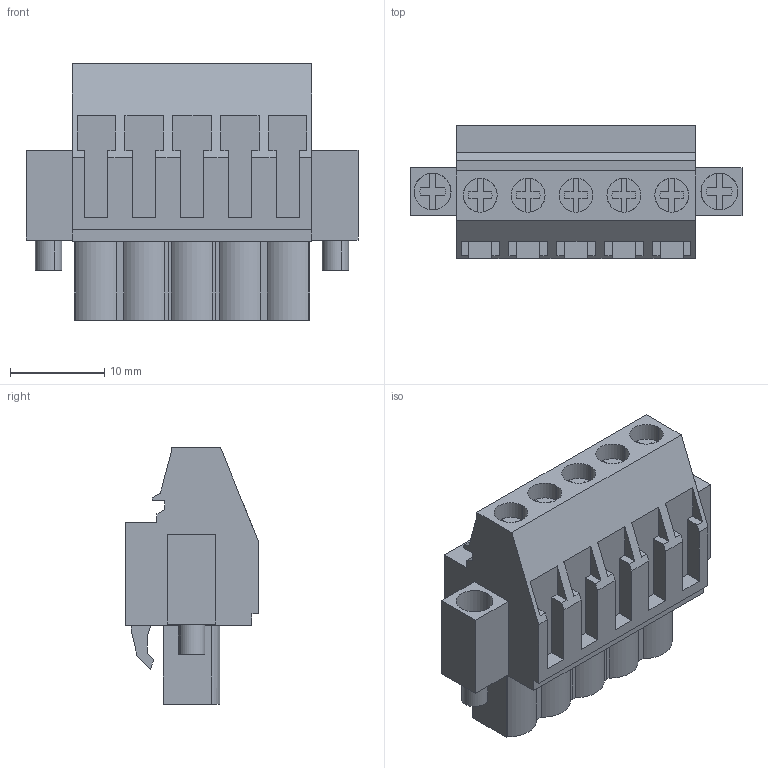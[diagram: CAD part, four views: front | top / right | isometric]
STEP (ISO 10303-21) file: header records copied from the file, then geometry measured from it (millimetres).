
FILE_DESCRIPTION(('CATIA V5 STEP','CAx-IF Rec.Pracs.--- Model Styling and Organization---1.2---2011-12-15'),'2;1');
FILE_NAME ('7246781_2_1950070000_1950070000.stp','2017-09-08T12:24:00+00:00',('none'),('Weidmueller'),'CATIA Version 5-6 Release 2014','CATIA V5 STEP AP214','none');
FILE_SCHEMA(('AUTOMOTIVE_DESIGN { 1 0 10303 214 1 1 1 1 }'));
Length unit declared in the file: millimetre
Products named in the file (1): 1950070000
Bounding box: 35.2 x 14.1 x 27.2 mm (x, y, z)
Volume: 6217.2 mm3; surface area: 4420.6 mm2
Topology: 8 solids, 8 shells, 407 faces, 1104 edges, 742 vertices
Faces by surface type: plane 342, cylinder 63, extrusion 2
Entity records: 11989 total; most frequent: ORIENTED_EDGE 2208, CARTESIAN_POINT 2136, DIRECTION 1676, EDGE_CURVE 1104, VECTOR 948, LINE 946, VERTEX_POINT 742, AXIS2_PLACEMENT_3D 442
